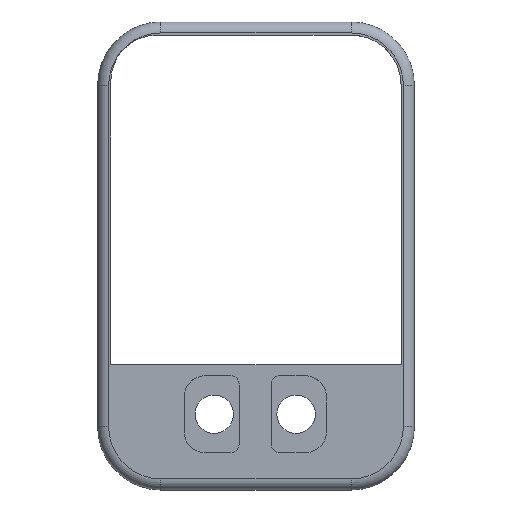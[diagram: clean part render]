
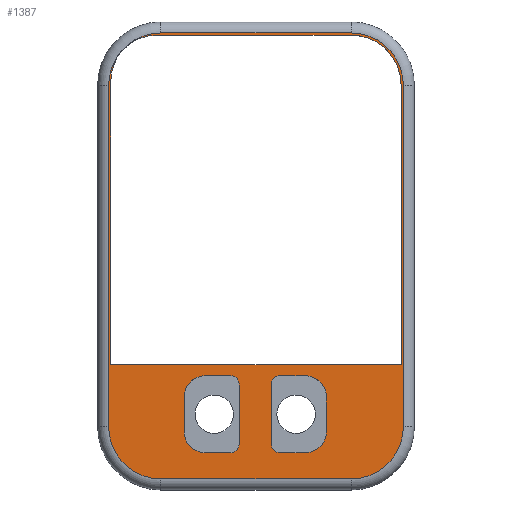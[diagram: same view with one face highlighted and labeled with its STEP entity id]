
A CAD part, top view. The second image highlights one B-rep face of the part: STEP entity #1387.
In plain terms, the highlighted planar face has unit normal (0, 0, 1).
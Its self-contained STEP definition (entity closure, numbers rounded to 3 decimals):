
#863 = EDGE_CURVE('',#864,#866,#868,.T.);
#864 = VERTEX_POINT('',#865);
#865 = CARTESIAN_POINT('',(-18.1,40.15,9.1));
#866 = VERTEX_POINT('',#867);
#867 = CARTESIAN_POINT('',(-26.4,31.85,9.1));
#868 = CIRCLE('',#869,8.3);
#869 = AXIS2_PLACEMENT_3D('',#870,#871,#872);
#870 = CARTESIAN_POINT('',(-18.1,31.85,9.1));
#871 = DIRECTION('',(0.,0.,1.));
#872 = DIRECTION('',(1.,0.,0.));
#1127 = VERTEX_POINT('',#1128);
#1128 = CARTESIAN_POINT('',(-26.8,31.05,9.1));
#1135 = EDGE_CURVE('',#1127,#1136,#1138,.T.);
#1136 = VERTEX_POINT('',#1137);
#1137 = CARTESIAN_POINT('',(-26.8,-31.05,9.1));
#1138 = LINE('',#1139,#1140);
#1139 = CARTESIAN_POINT('',(-26.8,31.05,9.1));
#1140 = VECTOR('',#1141,1.);
#1141 = DIRECTION('',(0.,-1.,0.));
#1160 = VERTEX_POINT('',#1161);
#1161 = CARTESIAN_POINT('',(17.3,40.55,9.1));
#1168 = EDGE_CURVE('',#1160,#1169,#1171,.T.);
#1169 = VERTEX_POINT('',#1170);
#1170 = CARTESIAN_POINT('',(-17.3,40.55,9.1));
#1171 = LINE('',#1172,#1173);
#1172 = CARTESIAN_POINT('',(17.3,40.55,9.1));
#1173 = VECTOR('',#1174,1.);
#1174 = DIRECTION('',(-1.,0.,0.));
#1195 = EDGE_CURVE('',#1169,#1127,#1196,.T.);
#1196 = CIRCLE('',#1197,9.5);
#1197 = AXIS2_PLACEMENT_3D('',#1198,#1199,#1200);
#1198 = CARTESIAN_POINT('',(-17.3,31.05,9.1));
#1199 = DIRECTION('',(0.,0.,1.));
#1200 = DIRECTION('',(0.,1.,0.));
#1213 = VERTEX_POINT('',#1214);
#1214 = CARTESIAN_POINT('',(-17.3,-40.55,9.1));
#1221 = EDGE_CURVE('',#1136,#1213,#1222,.T.);
#1222 = CIRCLE('',#1223,9.5);
#1223 = AXIS2_PLACEMENT_3D('',#1224,#1225,#1226);
#1224 = CARTESIAN_POINT('',(-17.3,-31.05,9.1));
#1225 = DIRECTION('',(0.,0.,1.));
#1226 = DIRECTION('',(-1.,0.,0.));
#1237 = EDGE_CURVE('',#1213,#1238,#1240,.T.);
#1238 = VERTEX_POINT('',#1239);
#1239 = CARTESIAN_POINT('',(17.3,-40.55,9.1));
#1240 = LINE('',#1241,#1242);
#1241 = CARTESIAN_POINT('',(-17.3,-40.55,9.1));
#1242 = VECTOR('',#1243,1.);
#1243 = DIRECTION('',(1.,0.,0.));
#1264 = VERTEX_POINT('',#1265);
#1265 = CARTESIAN_POINT('',(26.8,-31.05,9.1));
#1272 = EDGE_CURVE('',#1238,#1264,#1273,.T.);
#1273 = CIRCLE('',#1274,9.5);
#1274 = AXIS2_PLACEMENT_3D('',#1275,#1276,#1277);
#1275 = CARTESIAN_POINT('',(17.3,-31.05,9.1));
#1276 = DIRECTION('',(0.,0.,1.));
#1277 = DIRECTION('',(0.,-1.,0.));
#1288 = EDGE_CURVE('',#1264,#1289,#1291,.T.);
#1289 = VERTEX_POINT('',#1290);
#1290 = CARTESIAN_POINT('',(26.8,31.05,9.1));
#1291 = LINE('',#1292,#1293);
#1292 = CARTESIAN_POINT('',(26.8,-31.05,9.1));
#1293 = VECTOR('',#1294,1.);
#1294 = DIRECTION('',(0.,1.,0.));
#1315 = EDGE_CURVE('',#1289,#1160,#1316,.T.);
#1316 = CIRCLE('',#1317,9.5);
#1317 = AXIS2_PLACEMENT_3D('',#1318,#1319,#1320);
#1318 = CARTESIAN_POINT('',(17.3,31.05,9.1));
#1319 = DIRECTION('',(0.,0.,1.));
#1320 = DIRECTION('',(1.,0.,0.));
#1387 = ADVANCED_FACE('',(#1388,#1398,#1468,#1538),#1580,.T.);
#1388 = FACE_BOUND('',#1389,.T.);
#1389 = EDGE_LOOP('',(#1390,#1391,#1392,#1393,#1394,#1395,#1396,#1397));
#1390 = ORIENTED_EDGE('',*,*,#1135,.T.);
#1391 = ORIENTED_EDGE('',*,*,#1221,.T.);
#1392 = ORIENTED_EDGE('',*,*,#1237,.T.);
#1393 = ORIENTED_EDGE('',*,*,#1272,.T.);
#1394 = ORIENTED_EDGE('',*,*,#1288,.T.);
#1395 = ORIENTED_EDGE('',*,*,#1315,.T.);
#1396 = ORIENTED_EDGE('',*,*,#1168,.T.);
#1397 = ORIENTED_EDGE('',*,*,#1195,.T.);
#1398 = FACE_BOUND('',#1399,.T.);
#1399 = EDGE_LOOP('',(#1400,#1410,#1419,#1427,#1436,#1444,#1453,#1461));
#1400 = ORIENTED_EDGE('',*,*,#1401,.F.);
#1401 = EDGE_CURVE('',#1402,#1404,#1406,.T.);
#1402 = VERTEX_POINT('',#1403);
#1403 = CARTESIAN_POINT('',(-13.08,-25.64,9.1));
#1404 = VERTEX_POINT('',#1405);
#1405 = CARTESIAN_POINT('',(-13.08,-31.94,9.1));
#1406 = LINE('',#1407,#1408);
#1407 = CARTESIAN_POINT('',(-13.08,-25.64,9.1));
#1408 = VECTOR('',#1409,1.);
#1409 = DIRECTION('',(0.,-1.,0.));
#1410 = ORIENTED_EDGE('',*,*,#1411,.F.);
#1411 = EDGE_CURVE('',#1412,#1402,#1414,.T.);
#1412 = VERTEX_POINT('',#1413);
#1413 = CARTESIAN_POINT('',(-9.23,-21.79,9.1));
#1414 = CIRCLE('',#1415,3.85);
#1415 = AXIS2_PLACEMENT_3D('',#1416,#1417,#1418);
#1416 = CARTESIAN_POINT('',(-9.23,-25.64,9.1));
#1417 = DIRECTION('',(0.,0.,1.));
#1418 = DIRECTION('',(1.,0.,0.));
#1419 = ORIENTED_EDGE('',*,*,#1420,.F.);
#1420 = EDGE_CURVE('',#1421,#1412,#1423,.T.);
#1421 = VERTEX_POINT('',#1422);
#1422 = CARTESIAN_POINT('',(-4.58,-21.79,9.1));
#1423 = LINE('',#1424,#1425);
#1424 = CARTESIAN_POINT('',(-4.58,-21.79,9.1));
#1425 = VECTOR('',#1426,1.);
#1426 = DIRECTION('',(-1.,0.,0.));
#1427 = ORIENTED_EDGE('',*,*,#1428,.F.);
#1428 = EDGE_CURVE('',#1429,#1421,#1431,.T.);
#1429 = VERTEX_POINT('',#1430);
#1430 = CARTESIAN_POINT('',(-3.08,-23.29,9.1));
#1431 = CIRCLE('',#1432,1.5);
#1432 = AXIS2_PLACEMENT_3D('',#1433,#1434,#1435);
#1433 = CARTESIAN_POINT('',(-4.58,-23.29,9.1));
#1434 = DIRECTION('',(0.,0.,1.));
#1435 = DIRECTION('',(1.,0.,0.));
#1436 = ORIENTED_EDGE('',*,*,#1437,.F.);
#1437 = EDGE_CURVE('',#1438,#1429,#1440,.T.);
#1438 = VERTEX_POINT('',#1439);
#1439 = CARTESIAN_POINT('',(-3.08,-34.29,9.1));
#1440 = LINE('',#1441,#1442);
#1441 = CARTESIAN_POINT('',(-3.08,-34.29,9.1));
#1442 = VECTOR('',#1443,1.);
#1443 = DIRECTION('',(0.,1.,0.));
#1444 = ORIENTED_EDGE('',*,*,#1445,.F.);
#1445 = EDGE_CURVE('',#1446,#1438,#1448,.T.);
#1446 = VERTEX_POINT('',#1447);
#1447 = CARTESIAN_POINT('',(-4.58,-35.79,9.1));
#1448 = CIRCLE('',#1449,1.5);
#1449 = AXIS2_PLACEMENT_3D('',#1450,#1451,#1452);
#1450 = CARTESIAN_POINT('',(-4.58,-34.29,9.1));
#1451 = DIRECTION('',(0.,0.,1.));
#1452 = DIRECTION('',(1.,0.,0.));
#1453 = ORIENTED_EDGE('',*,*,#1454,.F.);
#1454 = EDGE_CURVE('',#1455,#1446,#1457,.T.);
#1455 = VERTEX_POINT('',#1456);
#1456 = CARTESIAN_POINT('',(-9.23,-35.79,9.1));
#1457 = LINE('',#1458,#1459);
#1458 = CARTESIAN_POINT('',(-9.23,-35.79,9.1));
#1459 = VECTOR('',#1460,1.);
#1460 = DIRECTION('',(1.,0.,0.));
#1461 = ORIENTED_EDGE('',*,*,#1462,.F.);
#1462 = EDGE_CURVE('',#1404,#1455,#1463,.T.);
#1463 = CIRCLE('',#1464,3.85);
#1464 = AXIS2_PLACEMENT_3D('',#1465,#1466,#1467);
#1465 = CARTESIAN_POINT('',(-9.23,-31.94,9.1));
#1466 = DIRECTION('',(0.,0.,1.));
#1467 = DIRECTION('',(1.,0.,0.));
#1468 = FACE_BOUND('',#1469,.T.);
#1469 = EDGE_LOOP('',(#1470,#1480,#1489,#1497,#1506,#1514,#1523,#1531));
#1470 = ORIENTED_EDGE('',*,*,#1471,.F.);
#1471 = EDGE_CURVE('',#1472,#1474,#1476,.T.);
#1472 = VERTEX_POINT('',#1473);
#1473 = CARTESIAN_POINT('',(2.8,-23.29,9.1));
#1474 = VERTEX_POINT('',#1475);
#1475 = CARTESIAN_POINT('',(2.8,-34.29,9.1));
#1476 = LINE('',#1477,#1478);
#1477 = CARTESIAN_POINT('',(2.8,-23.29,9.1));
#1478 = VECTOR('',#1479,1.);
#1479 = DIRECTION('',(0.,-1.,0.));
#1480 = ORIENTED_EDGE('',*,*,#1481,.F.);
#1481 = EDGE_CURVE('',#1482,#1472,#1484,.T.);
#1482 = VERTEX_POINT('',#1483);
#1483 = CARTESIAN_POINT('',(4.3,-21.79,9.1));
#1484 = CIRCLE('',#1485,1.5);
#1485 = AXIS2_PLACEMENT_3D('',#1486,#1487,#1488);
#1486 = CARTESIAN_POINT('',(4.3,-23.29,9.1));
#1487 = DIRECTION('',(0.,0.,1.));
#1488 = DIRECTION('',(1.,0.,0.));
#1489 = ORIENTED_EDGE('',*,*,#1490,.F.);
#1490 = EDGE_CURVE('',#1491,#1482,#1493,.T.);
#1491 = VERTEX_POINT('',#1492);
#1492 = CARTESIAN_POINT('',(8.95,-21.79,9.1));
#1493 = LINE('',#1494,#1495);
#1494 = CARTESIAN_POINT('',(8.95,-21.79,9.1));
#1495 = VECTOR('',#1496,1.);
#1496 = DIRECTION('',(-1.,0.,0.));
#1497 = ORIENTED_EDGE('',*,*,#1498,.F.);
#1498 = EDGE_CURVE('',#1499,#1491,#1501,.T.);
#1499 = VERTEX_POINT('',#1500);
#1500 = CARTESIAN_POINT('',(12.8,-25.64,9.1));
#1501 = CIRCLE('',#1502,3.85);
#1502 = AXIS2_PLACEMENT_3D('',#1503,#1504,#1505);
#1503 = CARTESIAN_POINT('',(8.95,-25.64,9.1));
#1504 = DIRECTION('',(0.,0.,1.));
#1505 = DIRECTION('',(1.,0.,0.));
#1506 = ORIENTED_EDGE('',*,*,#1507,.F.);
#1507 = EDGE_CURVE('',#1508,#1499,#1510,.T.);
#1508 = VERTEX_POINT('',#1509);
#1509 = CARTESIAN_POINT('',(12.8,-31.94,9.1));
#1510 = LINE('',#1511,#1512);
#1511 = CARTESIAN_POINT('',(12.8,-31.94,9.1));
#1512 = VECTOR('',#1513,1.);
#1513 = DIRECTION('',(0.,1.,0.));
#1514 = ORIENTED_EDGE('',*,*,#1515,.F.);
#1515 = EDGE_CURVE('',#1516,#1508,#1518,.T.);
#1516 = VERTEX_POINT('',#1517);
#1517 = CARTESIAN_POINT('',(8.95,-35.79,9.1));
#1518 = CIRCLE('',#1519,3.85);
#1519 = AXIS2_PLACEMENT_3D('',#1520,#1521,#1522);
#1520 = CARTESIAN_POINT('',(8.95,-31.94,9.1));
#1521 = DIRECTION('',(0.,0.,1.));
#1522 = DIRECTION('',(1.,0.,0.));
#1523 = ORIENTED_EDGE('',*,*,#1524,.F.);
#1524 = EDGE_CURVE('',#1525,#1516,#1527,.T.);
#1525 = VERTEX_POINT('',#1526);
#1526 = CARTESIAN_POINT('',(4.3,-35.79,9.1));
#1527 = LINE('',#1528,#1529);
#1528 = CARTESIAN_POINT('',(4.3,-35.79,9.1));
#1529 = VECTOR('',#1530,1.);
#1530 = DIRECTION('',(1.,0.,0.));
#1531 = ORIENTED_EDGE('',*,*,#1532,.F.);
#1532 = EDGE_CURVE('',#1474,#1525,#1533,.T.);
#1533 = CIRCLE('',#1534,1.5);
#1534 = AXIS2_PLACEMENT_3D('',#1535,#1536,#1537);
#1535 = CARTESIAN_POINT('',(4.3,-34.29,9.1));
#1536 = DIRECTION('',(0.,0.,1.));
#1537 = DIRECTION('',(1.,0.,0.));
#1538 = FACE_BOUND('',#1539,.T.);
#1539 = EDGE_LOOP('',(#1540,#1548,#1549,#1557,#1566,#1574));
#1540 = ORIENTED_EDGE('',*,*,#1541,.F.);
#1541 = EDGE_CURVE('',#866,#1542,#1544,.T.);
#1542 = VERTEX_POINT('',#1543);
#1543 = CARTESIAN_POINT('',(-26.4,-19.79,9.1));
#1544 = LINE('',#1545,#1546);
#1545 = CARTESIAN_POINT('',(-26.4,31.85,9.1));
#1546 = VECTOR('',#1547,1.);
#1547 = DIRECTION('',(0.,-1.,0.));
#1548 = ORIENTED_EDGE('',*,*,#863,.F.);
#1549 = ORIENTED_EDGE('',*,*,#1550,.F.);
#1550 = EDGE_CURVE('',#1551,#864,#1553,.T.);
#1551 = VERTEX_POINT('',#1552);
#1552 = CARTESIAN_POINT('',(17.3,40.15,9.1));
#1553 = LINE('',#1554,#1555);
#1554 = CARTESIAN_POINT('',(17.3,40.15,9.1));
#1555 = VECTOR('',#1556,1.);
#1556 = DIRECTION('',(-1.,0.,0.));
#1557 = ORIENTED_EDGE('',*,*,#1558,.F.);
#1558 = EDGE_CURVE('',#1559,#1551,#1561,.T.);
#1559 = VERTEX_POINT('',#1560);
#1560 = CARTESIAN_POINT('',(26.4,31.05,9.1));
#1561 = CIRCLE('',#1562,9.1);
#1562 = AXIS2_PLACEMENT_3D('',#1563,#1564,#1565);
#1563 = CARTESIAN_POINT('',(17.3,31.05,9.1));
#1564 = DIRECTION('',(0.,0.,1.));
#1565 = DIRECTION('',(1.,0.,0.));
#1566 = ORIENTED_EDGE('',*,*,#1567,.F.);
#1567 = EDGE_CURVE('',#1568,#1559,#1570,.T.);
#1568 = VERTEX_POINT('',#1569);
#1569 = CARTESIAN_POINT('',(26.4,-19.79,9.1));
#1570 = LINE('',#1571,#1572);
#1571 = CARTESIAN_POINT('',(26.4,-19.79,9.1));
#1572 = VECTOR('',#1573,1.);
#1573 = DIRECTION('',(0.,1.,0.));
#1574 = ORIENTED_EDGE('',*,*,#1575,.F.);
#1575 = EDGE_CURVE('',#1542,#1568,#1576,.T.);
#1576 = LINE('',#1577,#1578);
#1577 = CARTESIAN_POINT('',(-26.4,-19.79,9.1));
#1578 = VECTOR('',#1579,1.);
#1579 = DIRECTION('',(1.,0.,0.));
#1580 = PLANE('',#1581);
#1581 = AXIS2_PLACEMENT_3D('',#1582,#1583,#1584);
#1582 = CARTESIAN_POINT('',(0.,0.,9.1)
  );
#1583 = DIRECTION('',(0.,0.,1.));
#1584 = DIRECTION('',(1.,0.,0.));
